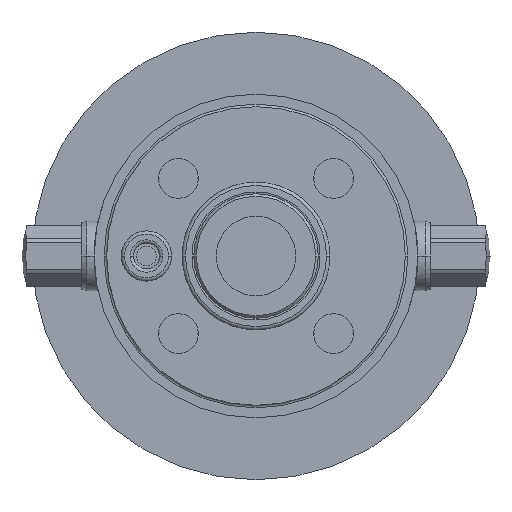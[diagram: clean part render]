
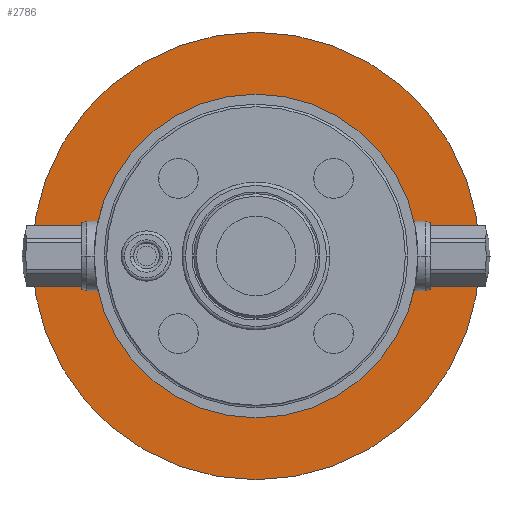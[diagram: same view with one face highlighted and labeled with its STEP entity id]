
A CAD part, front view. The second image highlights one B-rep face of the part: STEP entity #2786.
In plain terms, the highlighted planar face has unit normal (0, -1, 0).
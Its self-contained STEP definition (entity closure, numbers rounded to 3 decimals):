
#725=CARTESIAN_POINT('',(0.,68.,0.));
#726=DIRECTION('',(0.,-1.,0.));
#727=DIRECTION('',(1.,0.,0.));
#728=AXIS2_PLACEMENT_3D('',#725,#726,#727);
#733=CARTESIAN_POINT('',(0.,68.,0.));
#734=DIRECTION('',(0.,1.,0.));
#735=DIRECTION('',(1.,0.,0.));
#736=AXIS2_PLACEMENT_3D('',#733,#734,#735);
#741=CARTESIAN_POINT('',(0.,68.,0.));
#742=DIRECTION('',(0.,1.,0.));
#743=DIRECTION('',(1.,0.,0.));
#744=AXIS2_PLACEMENT_3D('',#741,#742,#743);
#756=CARTESIAN_POINT('',(0.,68.,0.));
#757=DIRECTION('',(0.,-1.,0.));
#758=DIRECTION('',(1.,0.,0.));
#759=AXIS2_PLACEMENT_3D('',#756,#757,#758);
#1995=CARTESIAN_POINT('',(44.95,68.,0.));
#1997=VERTEX_POINT('',#1995);
#2019=CARTESIAN_POINT('',(-44.95,68.,0.));
#2021=VERTEX_POINT('',#2019);
#2029=CARTESIAN_POINT('',(32.5,68.,0.));
#2030=CARTESIAN_POINT('',(-32.5,68.,0.));
#2031=VERTEX_POINT('',#2029);
#2032=VERTEX_POINT('',#2030);
#2771=CARTESIAN_POINT('',(0.,68.,0.));
#2772=DIRECTION('',(0.,1.,0.));
#2773=DIRECTION('',(1.,0.,0.));
#2774=AXIS2_PLACEMENT_3D('',#2771,#2772,#2773);
#2775=PLANE('',#2774);
#2777=ORIENTED_EDGE('',*,*,#2776,.T.);
#2779=ORIENTED_EDGE('',*,*,#2778,.F.);
#2780=EDGE_LOOP('',(#2777,#2779));
#2781=FACE_OUTER_BOUND('',#2780,.F.);
#2782=ORIENTED_EDGE('',*,*,#2760,.T.);
#2783=ORIENTED_EDGE('',*,*,#2693,.F.);
#2784=EDGE_LOOP('',(#2782,#2783));
#2785=FACE_BOUND('',#2784,.F.);
#729=CIRCLE('',#728,32.5);
#737=CIRCLE('',#736,32.5);
#745=CIRCLE('',#744,44.95);
#760=CIRCLE('',#759,44.95);
#2693=EDGE_CURVE('',#2031,#2032,#737,.T.);
#2760=EDGE_CURVE('',#2031,#2032,#729,.T.);
#2776=EDGE_CURVE('',#1997,#2021,#745,.T.);
#2778=EDGE_CURVE('',#1997,#2021,#760,.T.);
#2786=ADVANCED_FACE('',(#2781,#2785),#2775,.F.);
